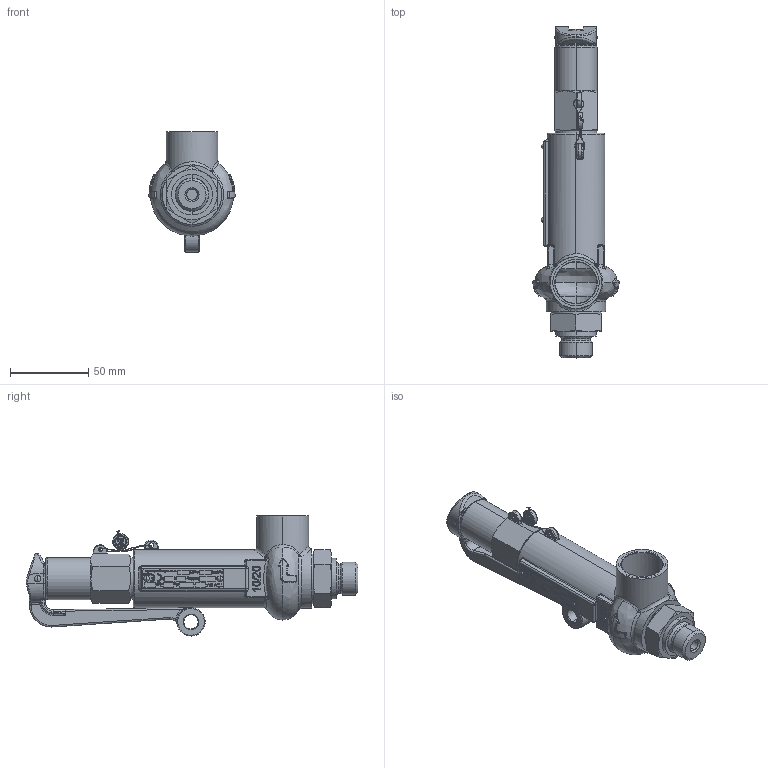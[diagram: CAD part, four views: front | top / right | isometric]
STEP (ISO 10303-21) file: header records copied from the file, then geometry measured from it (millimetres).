
FILE_DESCRIPTION (( 'STEP AP203' ), '1' );
FILE_NAME ('Typ_10-BG_I-head_A-G012-G034.STEP', '2019-09-20T08:56:30', ( '' ), ( '' ), 'SwSTEP 2.0', 'SolidWorks 2016', '' );
FILE_SCHEMA (( 'CONFIG_CONTROL_DESIGN' ));
Length unit declared in the file: millimetre
Products named in the file (1): Typ_10-BG_I-head_A-G012-G034
Bounding box: 54.95 x 211.96 x 76.64 mm (x, y, z)
Volume: 69838 mm3; surface area: 59622.3 mm2
Topology: 29 solids, 29 shells, 1839 faces, 4683 edges, 2963 vertices
Faces by surface type: bspline 787, plane 712, cylinder 281, cone 59
Entity records: 91265 total; most frequent: CARTESIAN_POINT 52328, ORIENTED_EDGE 9300, DIRECTION 6013, EDGE_CURVE 4650, VERTEX_POINT 2963, LINE 2145, VECTOR 2145, EDGE_LOOP 1977
